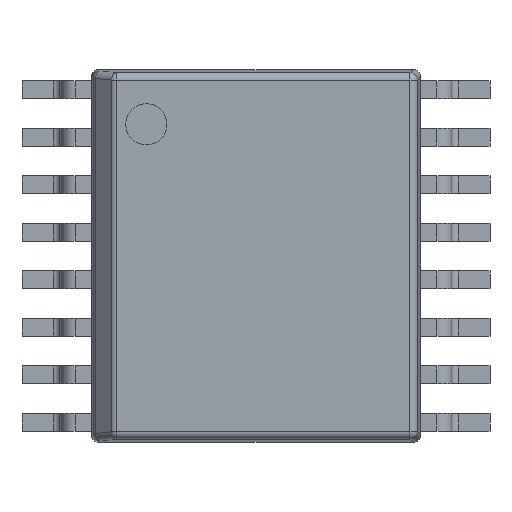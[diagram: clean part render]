
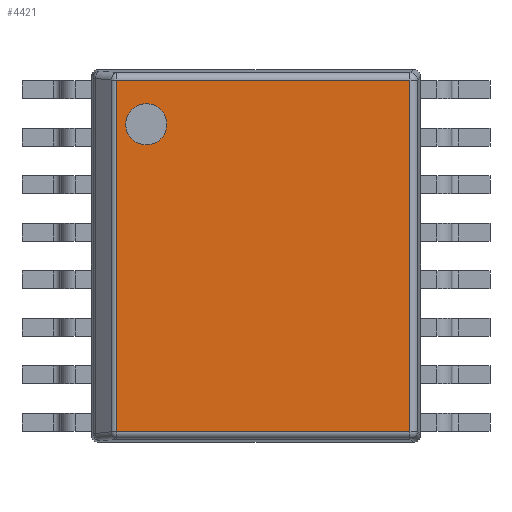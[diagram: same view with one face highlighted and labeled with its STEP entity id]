
A CAD part, top view. The second image highlights one B-rep face of the part: STEP entity #4421.
In plain terms, the highlighted planar face has unit normal (0, 0, 1).
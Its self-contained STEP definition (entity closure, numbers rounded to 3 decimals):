
#3462 = CYLINDRICAL_SURFACE('',#3463,0.1);
#3463 = AXIS2_PLACEMENT_3D('',#3464,#3465,#3466);
#3464 = CARTESIAN_POINT('',(0.3,0.145,1.1));
#3465 = DIRECTION('',(1.,0.,0.));
#3466 = DIRECTION('',(0.,-0.995,0.105));
#3611 = CYLINDRICAL_SURFACE('',#3612,0.1);
#3612 = AXIS2_PLACEMENT_3D('',#3613,#3614,#3615);
#3613 = CARTESIAN_POINT('',(0.3,4.955,1.1));
#3614 = DIRECTION('',(1.,0.,0.));
#3615 = DIRECTION('',(0.,0.995,0.105));
#3687 = CYLINDRICAL_SURFACE('',#3688,0.1);
#3688 = AXIS2_PLACEMENT_3D('',#3689,#3690,#3691);
#3689 = CARTESIAN_POINT('',(4.355,0.055,1.1));
#3690 = DIRECTION('',(0.,1.,0.));
#3691 = DIRECTION('',(0.995,0.,0.105));
#3991 = VERTEX_POINT('',#3992);
#3992 = CARTESIAN_POINT('',(0.341,0.145,1.2));
#4029 = EDGE_CURVE('',#3991,#4030,#4032,.T.);
#4030 = VERTEX_POINT('',#4031);
#4031 = CARTESIAN_POINT('',(4.355,0.145,1.2));
#4032 = SURFACE_CURVE('',#4033,(#4037,#4044),.PCURVE_S1.);
#4033 = LINE('',#4034,#4035);
#4034 = CARTESIAN_POINT('',(0.3,0.145,1.2));
#4035 = VECTOR('',#4036,1.);
#4036 = DIRECTION('',(1.,0.,0.));
#4037 = PCURVE('',#3462,#4038);
#4038 = DEFINITIONAL_REPRESENTATION('',(#4039),#4043);
#4039 = LINE('',#4040,#4041);
#4040 = CARTESIAN_POINT('',(-1.466,0.));
#4041 = VECTOR('',#4042,1.);
#4042 = DIRECTION('',(0.,1.));
#4043 = ( GEOMETRIC_REPRESENTATION_CONTEXT(2) 
PARAMETRIC_REPRESENTATION_CONTEXT() REPRESENTATION_CONTEXT('2D SPACE',''
  ) );
#4044 = PCURVE('',#4045,#4050);
#4045 = PLANE('',#4046);
#4046 = AXIS2_PLACEMENT_3D('',#4047,#4048,#4049);
#4047 = CARTESIAN_POINT('',(0.,0.,1.2));
#4048 = DIRECTION('',(0.,0.,1.));
#4049 = DIRECTION('',(1.,0.,0.));
#4050 = DEFINITIONAL_REPRESENTATION('',(#4051),#4055);
#4051 = LINE('',#4052,#4053);
#4052 = CARTESIAN_POINT('',(0.3,0.145));
#4053 = VECTOR('',#4054,1.);
#4054 = DIRECTION('',(1.,0.));
#4055 = ( GEOMETRIC_REPRESENTATION_CONTEXT(2) 
PARAMETRIC_REPRESENTATION_CONTEXT() REPRESENTATION_CONTEXT('2D SPACE',''
  ) );
#4193 = VERTEX_POINT('',#4194);
#4194 = CARTESIAN_POINT('',(0.341,4.955,1.2));
#4231 = EDGE_CURVE('',#4193,#4232,#4234,.T.);
#4232 = VERTEX_POINT('',#4233);
#4233 = CARTESIAN_POINT('',(4.355,4.955,1.2));
#4234 = SURFACE_CURVE('',#4235,(#4239,#4246),.PCURVE_S1.);
#4235 = LINE('',#4236,#4237);
#4236 = CARTESIAN_POINT('',(0.3,4.955,1.2));
#4237 = VECTOR('',#4238,1.);
#4238 = DIRECTION('',(1.,0.,0.));
#4239 = PCURVE('',#3611,#4240);
#4240 = DEFINITIONAL_REPRESENTATION('',(#4241),#4245);
#4241 = LINE('',#4242,#4243);
#4242 = CARTESIAN_POINT('',(1.466,0.));
#4243 = VECTOR('',#4244,1.);
#4244 = DIRECTION('',(0.,1.));
#4245 = ( GEOMETRIC_REPRESENTATION_CONTEXT(2) 
PARAMETRIC_REPRESENTATION_CONTEXT() REPRESENTATION_CONTEXT('2D SPACE',''
  ) );
#4246 = PCURVE('',#4045,#4247);
#4247 = DEFINITIONAL_REPRESENTATION('',(#4248),#4252);
#4248 = LINE('',#4249,#4250);
#4249 = CARTESIAN_POINT('',(0.3,4.955));
#4250 = VECTOR('',#4251,1.);
#4251 = DIRECTION('',(1.,0.));
#4252 = ( GEOMETRIC_REPRESENTATION_CONTEXT(2) 
PARAMETRIC_REPRESENTATION_CONTEXT() REPRESENTATION_CONTEXT('2D SPACE',''
  ) );
#4306 = EDGE_CURVE('',#4030,#4232,#4307,.T.);
#4307 = SURFACE_CURVE('',#4308,(#4312,#4319),.PCURVE_S1.);
#4308 = LINE('',#4309,#4310);
#4309 = CARTESIAN_POINT('',(4.355,0.055,1.2));
#4310 = VECTOR('',#4311,1.);
#4311 = DIRECTION('',(0.,1.,0.));
#4312 = PCURVE('',#3687,#4313);
#4313 = DEFINITIONAL_REPRESENTATION('',(#4314),#4318);
#4314 = LINE('',#4315,#4316);
#4315 = CARTESIAN_POINT('',(-1.466,0.));
#4316 = VECTOR('',#4317,1.);
#4317 = DIRECTION('',(0.,1.));
#4318 = ( GEOMETRIC_REPRESENTATION_CONTEXT(2) 
PARAMETRIC_REPRESENTATION_CONTEXT() REPRESENTATION_CONTEXT('2D SPACE',''
  ) );
#4319 = PCURVE('',#4045,#4320);
#4320 = DEFINITIONAL_REPRESENTATION('',(#4321),#4325);
#4321 = LINE('',#4322,#4323);
#4322 = CARTESIAN_POINT('',(4.355,0.055));
#4323 = VECTOR('',#4324,1.);
#4324 = DIRECTION('',(0.,1.));
#4325 = ( GEOMETRIC_REPRESENTATION_CONTEXT(2) 
PARAMETRIC_REPRESENTATION_CONTEXT() REPRESENTATION_CONTEXT('2D SPACE',''
  ) );
#4378 = CYLINDRICAL_SURFACE('',#4379,0.1);
#4379 = AXIS2_PLACEMENT_3D('',#4380,#4381,#4382);
#4380 = CARTESIAN_POINT('',(0.341,0.055,1.1));
#4381 = DIRECTION('',(0.,1.,0.));
#4382 = DIRECTION('',(-0.707,0.,0.707));
#4421 = ADVANCED_FACE('',(#4422,#4448),#4045,.T.);
#4422 = FACE_BOUND('',#4423,.T.);
#4423 = EDGE_LOOP('',(#4424,#4425,#4446,#4447));
#4424 = ORIENTED_EDGE('',*,*,#4231,.F.);
#4425 = ORIENTED_EDGE('',*,*,#4426,.F.);
#4426 = EDGE_CURVE('',#3991,#4193,#4427,.T.);
#4427 = SURFACE_CURVE('',#4428,(#4432,#4439),.PCURVE_S1.);
#4428 = LINE('',#4429,#4430);
#4429 = CARTESIAN_POINT('',(0.341,0.055,1.2));
#4430 = VECTOR('',#4431,1.);
#4431 = DIRECTION('',(0.,1.,0.));
#4432 = PCURVE('',#4045,#4433);
#4433 = DEFINITIONAL_REPRESENTATION('',(#4434),#4438);
#4434 = LINE('',#4435,#4436);
#4435 = CARTESIAN_POINT('',(0.341,0.055));
#4436 = VECTOR('',#4437,1.);
#4437 = DIRECTION('',(0.,1.));
#4438 = ( GEOMETRIC_REPRESENTATION_CONTEXT(2) 
PARAMETRIC_REPRESENTATION_CONTEXT() REPRESENTATION_CONTEXT('2D SPACE',''
  ) );
#4439 = PCURVE('',#4378,#4440);
#4440 = DEFINITIONAL_REPRESENTATION('',(#4441),#4445);
#4441 = LINE('',#4442,#4443);
#4442 = CARTESIAN_POINT('',(0.785,0.));
#4443 = VECTOR('',#4444,1.);
#4444 = DIRECTION('',(0.,1.));
#4445 = ( GEOMETRIC_REPRESENTATION_CONTEXT(2) 
PARAMETRIC_REPRESENTATION_CONTEXT() REPRESENTATION_CONTEXT('2D SPACE',''
  ) );
#4446 = ORIENTED_EDGE('',*,*,#4029,.T.);
#4447 = ORIENTED_EDGE('',*,*,#4306,.T.);
#4448 = FACE_BOUND('',#4449,.T.);
#4449 = EDGE_LOOP('',(#4450));
#4450 = ORIENTED_EDGE('',*,*,#4451,.F.);
#4451 = EDGE_CURVE('',#4452,#4452,#4454,.T.);
#4452 = VERTEX_POINT('',#4453);
#4453 = CARTESIAN_POINT('',(1.031,4.35,1.2));
#4454 = SURFACE_CURVE('',#4455,(#4460,#4467),.PCURVE_S1.);
#4455 = CIRCLE('',#4456,0.281);
#4456 = AXIS2_PLACEMENT_3D('',#4457,#4458,#4459);
#4457 = CARTESIAN_POINT('',(0.75,4.35,1.2));
#4458 = DIRECTION('',(0.,0.,1.));
#4459 = DIRECTION('',(1.,0.,0.));
#4460 = PCURVE('',#4045,#4461);
#4461 = DEFINITIONAL_REPRESENTATION('',(#4462),#4466);
#4462 = CIRCLE('',#4463,0.281);
#4463 = AXIS2_PLACEMENT_2D('',#4464,#4465);
#4464 = CARTESIAN_POINT('',(0.75,4.35));
#4465 = DIRECTION('',(1.,0.));
#4466 = ( GEOMETRIC_REPRESENTATION_CONTEXT(2) 
PARAMETRIC_REPRESENTATION_CONTEXT() REPRESENTATION_CONTEXT('2D SPACE',''
  ) );
#4467 = PCURVE('',#4468,#4473);
#4468 = CYLINDRICAL_SURFACE('',#4469,0.281);
#4469 = AXIS2_PLACEMENT_3D('',#4470,#4471,#4472);
#4470 = CARTESIAN_POINT('',(0.75,4.35,1.1));
#4471 = DIRECTION('',(0.,0.,1.));
#4472 = DIRECTION('',(1.,0.,0.));
#4473 = DEFINITIONAL_REPRESENTATION('',(#4474),#4478);
#4474 = LINE('',#4475,#4476);
#4475 = CARTESIAN_POINT('',(0.,0.1));
#4476 = VECTOR('',#4477,1.);
#4477 = DIRECTION('',(1.,0.));
#4478 = ( GEOMETRIC_REPRESENTATION_CONTEXT(2) 
PARAMETRIC_REPRESENTATION_CONTEXT() REPRESENTATION_CONTEXT('2D SPACE',''
  ) );
